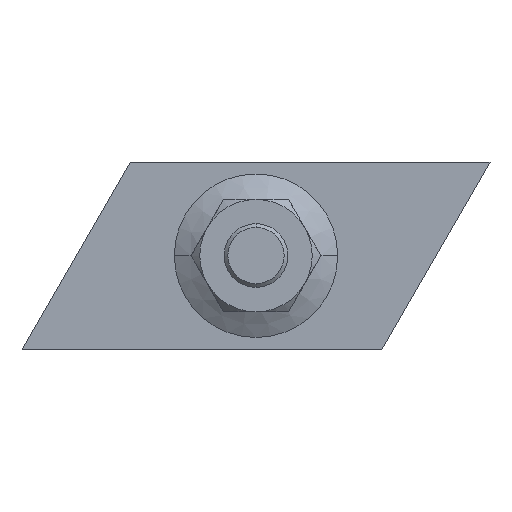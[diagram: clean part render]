
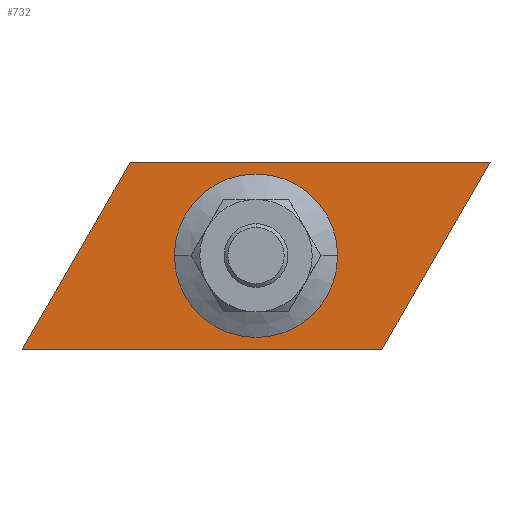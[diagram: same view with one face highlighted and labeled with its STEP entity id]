
A CAD part, top view. The second image highlights one B-rep face of the part: STEP entity #732.
In plain terms, the highlighted planar face has unit normal (0, 0, 1).
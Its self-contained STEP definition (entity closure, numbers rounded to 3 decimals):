
#15 = CARTESIAN_POINT ( 'NONE',  ( -31.217, -12.5, 0. ) ) ;
#21 = CARTESIAN_POINT ( 'NONE',  ( -16.783, 12.5, 0. ) ) ;
#26 = CARTESIAN_POINT ( 'NONE',  ( 5., 5., 0. ) ) ;
#54 = ORIENTED_EDGE ( 'NONE', *, *, #1428, .F. ) ;
#57 = CARTESIAN_POINT ( 'NONE',  ( -31.217, -12.5, 0. ) ) ;
#73 = DIRECTION ( 'NONE',  ( 0., 1., 0. ) ) ;
#105 = VERTEX_POINT ( 'NONE', #562 ) ;
#111 = VECTOR ( 'NONE', #1264, 1000. ) ;
#136 = DIRECTION ( 'NONE',  ( 1., 0., 0. ) ) ;
#168 = CARTESIAN_POINT ( 'NONE',  ( -5., 5., 0. ) ) ;
#215 = CARTESIAN_POINT ( 'NONE',  ( -16.783, 12.5, 0. ) ) ;
#219 = EDGE_CURVE ( 'NONE', #973, #952, #1018, .T. ) ;
#224 = LINE ( 'NONE', #215, #111 ) ;
#322 = LINE ( 'NONE', #825, #335 ) ;
#330 = EDGE_CURVE ( 'NONE', #1493, #105, #540, .T. ) ;
#335 = VECTOR ( 'NONE', #73, 1000. ) ;
#382 = DIRECTION ( 'NONE',  ( -1., 0., 0. ) ) ;
#467 = DIRECTION ( 'NONE',  ( 1., 0., 0. ) ) ;
#468 = DIRECTION ( 'NONE',  ( 0.5, 0.866, 0. ) ) ;
#496 = VECTOR ( 'NONE', #468, 1000. ) ;
#540 = LINE ( 'NONE', #901, #496 ) ;
#562 = CARTESIAN_POINT ( 'NONE',  ( 31.217, 12.5, 0. ) ) ;
#564 = VECTOR ( 'NONE', #136, 1000. ) ;
#578 = CARTESIAN_POINT ( 'NONE',  ( 16.783, -12.5, 0. ) ) ;
#580 = VECTOR ( 'NONE', #1356, 1000. ) ;
#615 = LINE ( 'NONE', #795, #580 ) ;
#631 = EDGE_LOOP ( 'NONE', ( #54, #1444, #721, #1597 ) ) ;
#633 = CARTESIAN_POINT ( 'NONE',  ( -5., -5., 0. ) ) ;
#639 = LINE ( 'NONE', #633, #871 ) ;
#653 = CARTESIAN_POINT ( 'NONE',  ( -5., 5., 0. ) ) ;
#688 = LINE ( 'NONE', #15, #564 ) ;
#721 = ORIENTED_EDGE ( 'NONE', *, *, #1701, .F. ) ;
#723 = FACE_BOUND ( 'NONE', #631, .T. ) ;
#724 = CARTESIAN_POINT ( 'NONE',  ( -5., -5., 0. ) ) ;
#732 = ADVANCED_FACE ( 'NONE', ( #723, #981 ), #859, .T. ) ;
#765 = EDGE_CURVE ( 'NONE', #1538, #1465, #615, .T. ) ;
#766 = DIRECTION ( 'NONE',  ( 0., -1., 0. ) ) ;
#795 = CARTESIAN_POINT ( 'NONE',  ( 5., -5., 0. ) ) ;
#825 = CARTESIAN_POINT ( 'NONE',  ( 5., 5., 0. ) ) ;
#839 = CARTESIAN_POINT ( 'NONE',  ( 5., -5., 0. ) ) ;
#859 = PLANE ( 'NONE',  #1266 ) ;
#863 = ORIENTED_EDGE ( 'NONE', *, *, #1033, .T. ) ;
#871 = VECTOR ( 'NONE', #766, 1000. ) ;
#901 = CARTESIAN_POINT ( 'NONE',  ( 16.783, -12.5, 0. ) ) ;
#946 = EDGE_LOOP ( 'NONE', ( #1576, #863, #1340, #1667 ) ) ;
#952 = VERTEX_POINT ( 'NONE', #653 ) ;
#973 = VERTEX_POINT ( 'NONE', #26 ) ;
#981 = FACE_OUTER_BOUND ( 'NONE', #946, .T. ) ;
#1000 = CARTESIAN_POINT ( 'NONE',  ( 31.217, 12.5, 0. ) ) ;
#1018 = LINE ( 'NONE', #168, #1108 ) ;
#1033 = EDGE_CURVE ( 'NONE', #105, #1164, #1422, .T. ) ;
#1108 = VECTOR ( 'NONE', #382, 1000. ) ;
#1164 = VERTEX_POINT ( 'NONE', #21 ) ;
#1264 = DIRECTION ( 'NONE',  ( -0.5, -0.866, 0. ) ) ;
#1266 = AXIS2_PLACEMENT_3D ( 'NONE', #1000, #1276, #467 ) ;
#1276 = DIRECTION ( 'NONE',  ( 0., 0., 1. ) ) ;
#1340 = ORIENTED_EDGE ( 'NONE', *, *, #1530, .T. ) ;
#1351 = CARTESIAN_POINT ( 'NONE',  ( 31.217, 12.5, 0. ) ) ;
#1356 = DIRECTION ( 'NONE',  ( 1., 0., 0. ) ) ;
#1359 = DIRECTION ( 'NONE',  ( -1., 0., 0. ) ) ;
#1369 = VERTEX_POINT ( 'NONE', #57 ) ;
#1372 = VECTOR ( 'NONE', #1359, 1000. ) ;
#1422 = LINE ( 'NONE', #1351, #1372 ) ;
#1428 = EDGE_CURVE ( 'NONE', #1465, #973, #322, .T. ) ;
#1444 = ORIENTED_EDGE ( 'NONE', *, *, #765, .F. ) ;
#1465 = VERTEX_POINT ( 'NONE', #839 ) ;
#1493 = VERTEX_POINT ( 'NONE', #578 ) ;
#1530 = EDGE_CURVE ( 'NONE', #1164, #1369, #224, .T. ) ;
#1538 = VERTEX_POINT ( 'NONE', #724 ) ;
#1576 = ORIENTED_EDGE ( 'NONE', *, *, #330, .T. ) ;
#1597 = ORIENTED_EDGE ( 'NONE', *, *, #219, .F. ) ;
#1667 = ORIENTED_EDGE ( 'NONE', *, *, #1704, .T. ) ;
#1701 = EDGE_CURVE ( 'NONE', #952, #1538, #639, .T. ) ;
#1704 = EDGE_CURVE ( 'NONE', #1369, #1493, #688, .T. ) ;
